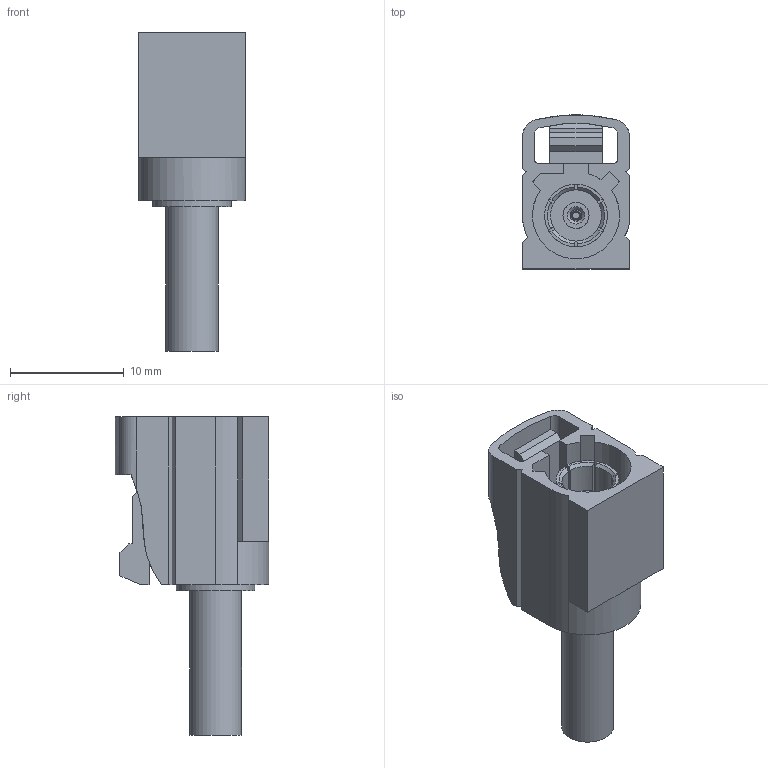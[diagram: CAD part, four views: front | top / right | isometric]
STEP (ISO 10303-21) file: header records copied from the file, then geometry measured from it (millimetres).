
FILE_DESCRIPTION (( 'STEP AP214' ), '1' );
FILE_NAME ('FMCN1346A_3D.STEP', '2021-05-03T22:43:35', ( '' ), ( '' ), 'SwSTEP 2.0', 'SolidWorks 2020', '' );
FILE_SCHEMA (( 'AUTOMOTIVE_DESIGN' ));
Length unit declared in the file: inch
Products named in the file (1): FMCN1346A_3D
Bounding box: 9.4 x 13.53 x 27.98 mm (x, y, z)
Volume: 1266.5 mm3; surface area: 1996.4 mm2
Topology: 3 solids, 3 shells, 150 faces, 401 edges, 264 vertices
Faces by surface type: plane 101, cylinder 35, cone 12, bspline 2
Full cylindrical faces by diameter (mm): 0.508 x1, 0.55 x1, 0.812 x1, 0.885 x1, 1.016 x1, 1.022 x2, 1.2 x1, 1.7 x1, 2.286 x1, 2.7 x1, 3.55 x1, 4.497 x1, 4.57 x1, 5.513 x1, 6.883 x1
Entity records: 5844 total; most frequent: CARTESIAN_POINT 1398, ORIENTED_EDGE 736, DIRECTION 713, EDGE_CURVE 368, VERTEX_POINT 255, AXIS2_PLACEMENT_3D 248, LINE 217, VECTOR 217
